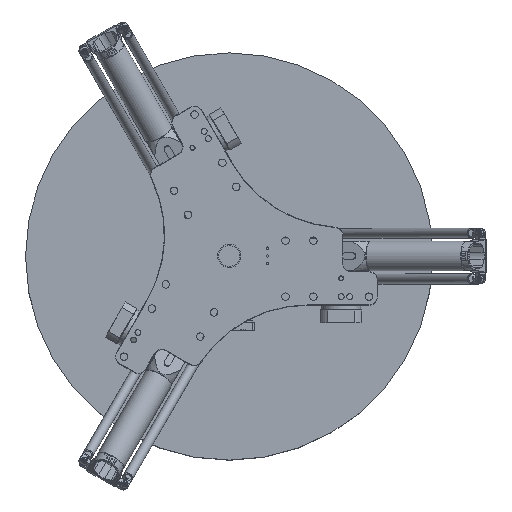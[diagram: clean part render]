
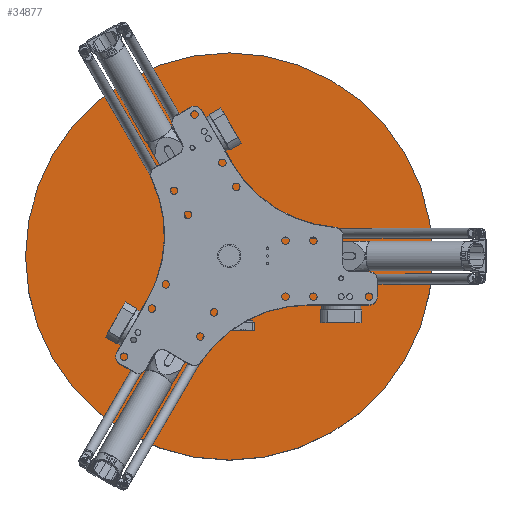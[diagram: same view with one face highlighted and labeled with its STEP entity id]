
A CAD part, top view. The second image highlights one B-rep face of the part: STEP entity #34877.
In plain terms, the highlighted planar face has unit normal (0, 0, 1).
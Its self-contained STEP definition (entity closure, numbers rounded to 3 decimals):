
#3795=CIRCLE('',#38675,600.);
#6612=FACE_OUTER_BOUND('',#9621,.T.);
#9621=EDGE_LOOP('',(#31083));
#17407=VERTEX_POINT('',#94685);
#21965=EDGE_CURVE('',#17407,#17407,#3795,.T.);
#31083=ORIENTED_EDGE('',*,*,#21965,.F.);
#32016=PLANE('',#38676);
#34877=ADVANCED_FACE('',(#6612),#32016,.F.);
#38675=AXIS2_PLACEMENT_3D('',#94686,#48433,#48434);
#38676=AXIS2_PLACEMENT_3D('',#94687,#48435,#48436);
#48433=DIRECTION('center_axis',(0.,0.,-1.));
#48434=DIRECTION('ref_axis',(-1.,0.,0.));
#48435=DIRECTION('center_axis',(0.,0.,-1.));
#48436=DIRECTION('ref_axis',(-1.,0.,0.));
#94685=CARTESIAN_POINT('',(600.,0.,150.));
#94686=CARTESIAN_POINT('Origin',(0.,0.,150.));
#94687=CARTESIAN_POINT('Origin',(0.,0.,150.));
